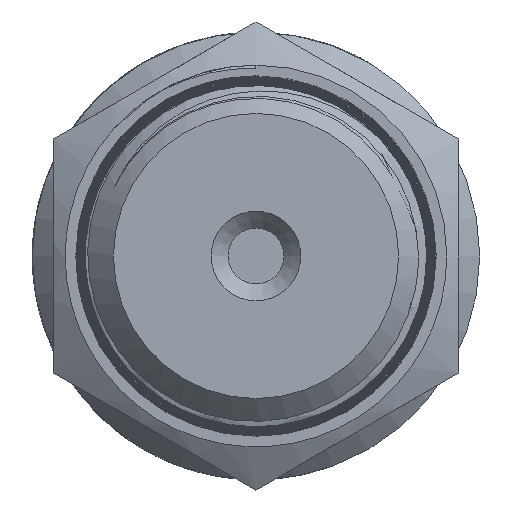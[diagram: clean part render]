
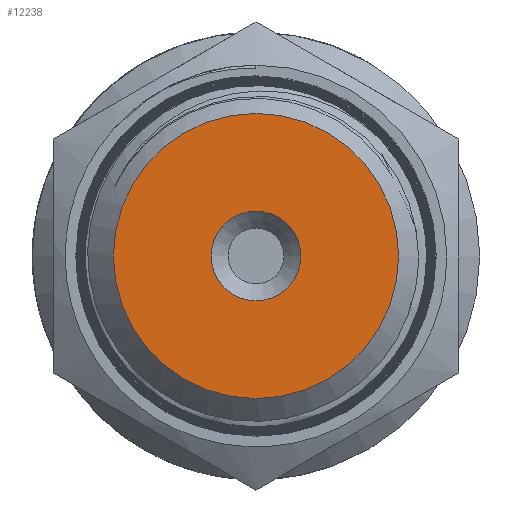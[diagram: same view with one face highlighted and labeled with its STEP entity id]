
A CAD part, left-side view. The second image highlights one B-rep face of the part: STEP entity #12238.
In plain terms, the highlighted planar face has unit normal (-1, 0, 0).
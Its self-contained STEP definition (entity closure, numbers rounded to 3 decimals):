
#1216=FACE_BOUND('',#3931,.T.);
#3216=FACE_OUTER_BOUND('',#3930,.T.);
#3930=EDGE_LOOP('',(#8249));
#3931=EDGE_LOOP('',(#8250));
#4673=CIRCLE('',#13010,8.445);
#4674=CIRCLE('',#13011,2.65);
#4971=VERTEX_POINT('',#18105);
#4972=VERTEX_POINT('',#18107);
#6281=EDGE_CURVE('',#4971,#4971,#4673,.T.);
#6282=EDGE_CURVE('',#4972,#4972,#4674,.T.);
#8249=ORIENTED_EDGE('',*,*,#6281,.F.);
#8250=ORIENTED_EDGE('',*,*,#6282,.T.);
#11971=PLANE('',#13009);
#12238=ADVANCED_FACE('',(#3216,#1216),#11971,.T.);
#13009=AXIS2_PLACEMENT_3D('',#18104,#13704,#13705);
#13010=AXIS2_PLACEMENT_3D('',#18106,#13706,#13707);
#13011=AXIS2_PLACEMENT_3D('',#18108,#13708,#13709);
#13704=DIRECTION('center_axis',(-1.,0.,0.));
#13705=DIRECTION('ref_axis',(0.,0.,1.));
#13706=DIRECTION('center_axis',(1.,0.,0.));
#13707=DIRECTION('ref_axis',(0.,0.,-1.));
#13708=DIRECTION('center_axis',(1.,0.,0.));
#13709=DIRECTION('ref_axis',(0.,0.,-1.));
#18104=CARTESIAN_POINT('Origin',(0.,8.445,0.));
#18105=CARTESIAN_POINT('',(0.,-8.445,0.));
#18106=CARTESIAN_POINT('Origin',(0.,0.,0.));
#18107=CARTESIAN_POINT('',(0.,-2.65,0.));
#18108=CARTESIAN_POINT('Origin',(0.,0.,0.));
